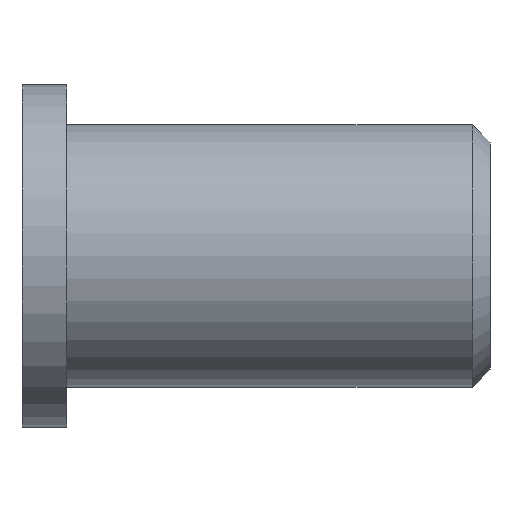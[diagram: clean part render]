
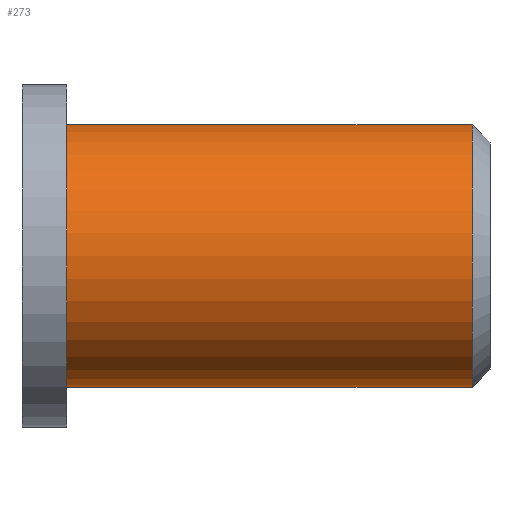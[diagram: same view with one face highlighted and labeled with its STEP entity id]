
A CAD part, top view. The second image highlights one B-rep face of the part: STEP entity #273.
In plain terms, the highlighted cylindrical face has radius 0.749 mm (diameter 1.499 mm), a partial arc.
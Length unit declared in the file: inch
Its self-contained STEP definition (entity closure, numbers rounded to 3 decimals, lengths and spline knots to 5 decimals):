
#2 = CARTESIAN_POINT ( 'NONE',  ( 0.101, -0.0295, 0. ) ) ;
#9 = LINE ( 'NONE', #202, #37 ) ;
#16 = EDGE_LOOP ( 'NONE', ( #259, #52, #105, #261 ) ) ;
#19 = CARTESIAN_POINT ( 'NONE',  ( 0., -0.0295, 0. ) ) ;
#37 = VECTOR ( 'NONE', #301, 39.37008 ) ;
#46 = DIRECTION ( 'NONE',  ( 0., -1., 0. ) ) ;
#49 = EDGE_CURVE ( 'NONE', #77, #243, #55, .T. ) ;
#52 = ORIENTED_EDGE ( 'NONE', *, *, #147, .T. ) ;
#55 = CIRCLE ( 'NONE', #233, 0.0295 ) ;
#72 = CARTESIAN_POINT ( 'NONE',  ( 0., 0., 0. ) ) ;
#77 = VERTEX_POINT ( 'NONE', #2 ) ;
#82 = AXIS2_PLACEMENT_3D ( 'NONE', #248, #330, #150 ) ;
#98 = CYLINDRICAL_SURFACE ( 'NONE', #151, 0.0295 ) ;
#105 = ORIENTED_EDGE ( 'NONE', *, *, #120, .F. ) ;
#108 = CARTESIAN_POINT ( 'NONE',  ( 0.01, 0.0295, 0. ) ) ;
#109 = VERTEX_POINT ( 'NONE', #253 ) ;
#120 = EDGE_CURVE ( 'NONE', #109, #312, #192, .T. ) ;
#135 = VECTOR ( 'NONE', #210, 39.37008 ) ;
#147 = EDGE_CURVE ( 'NONE', #243, #312, #9, .T. ) ;
#150 = DIRECTION ( 'NONE',  ( 0., -1., 0. ) ) ;
#151 = AXIS2_PLACEMENT_3D ( 'NONE', #72, #208, #46 ) ;
#168 = CARTESIAN_POINT ( 'NONE',  ( 0.101, 0., 0. ) ) ;
#192 = CIRCLE ( 'NONE', #82, 0.0295 ) ;
#200 = DIRECTION ( 'NONE',  ( -1., 0., 0. ) ) ;
#202 = CARTESIAN_POINT ( 'NONE',  ( 0., 0.0295, 0. ) ) ;
#207 = FACE_OUTER_BOUND ( 'NONE', #16, .T. ) ;
#208 = DIRECTION ( 'NONE',  ( -1., 0., 0. ) ) ;
#210 = DIRECTION ( 'NONE',  ( -1., 0., 0. ) ) ;
#220 = DIRECTION ( 'NONE',  ( 0., -1., 0. ) ) ;
#233 = AXIS2_PLACEMENT_3D ( 'NONE', #168, #200, #220 ) ;
#243 = VERTEX_POINT ( 'NONE', #254 ) ;
#248 = CARTESIAN_POINT ( 'NONE',  ( 0.01, 0., 0. ) ) ;
#253 = CARTESIAN_POINT ( 'NONE',  ( 0.01, -0.0295, 0. ) ) ;
#254 = CARTESIAN_POINT ( 'NONE',  ( 0.101, 0.0295, 0. ) ) ;
#259 = ORIENTED_EDGE ( 'NONE', *, *, #49, .T. ) ;
#261 = ORIENTED_EDGE ( 'NONE', *, *, #336, .F. ) ;
#262 = LINE ( 'NONE', #19, #135 ) ;
#273 = ADVANCED_FACE ( 'NONE', ( #207 ), #98, .T. ) ;
#301 = DIRECTION ( 'NONE',  ( -1., 0., 0. ) ) ;
#312 = VERTEX_POINT ( 'NONE', #108 ) ;
#330 = DIRECTION ( 'NONE',  ( -1., 0., 0. ) ) ;
#336 = EDGE_CURVE ( 'NONE', #77, #109, #262, .T. ) ;
